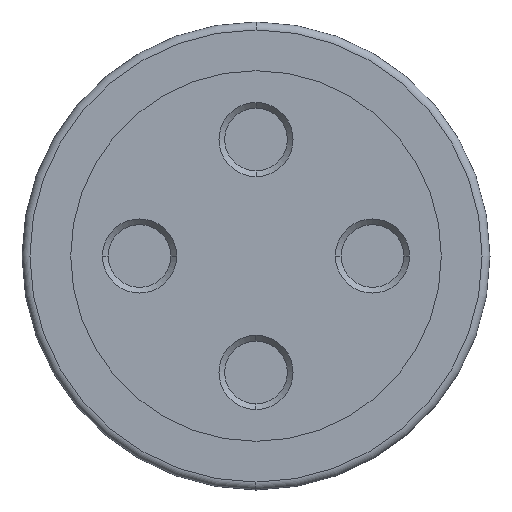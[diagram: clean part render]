
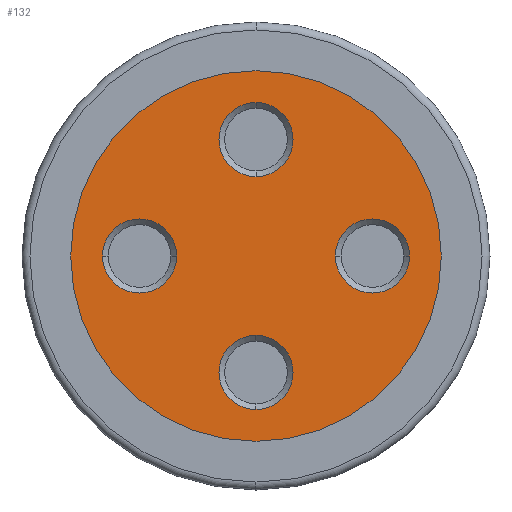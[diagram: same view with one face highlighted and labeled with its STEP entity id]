
A CAD part, left-side view. The second image highlights one B-rep face of the part: STEP entity #132.
In plain terms, the highlighted planar face has unit normal (-1, 0, 0).
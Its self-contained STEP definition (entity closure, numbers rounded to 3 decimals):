
#132=ADVANCED_FACE('',(#314,#315,#316,#317,#318),#319,.T.);
#314=FACE_BOUND('',#500,.T.);
#315=FACE_BOUND('',#501,.T.);
#316=FACE_BOUND('',#502,.T.);
#317=FACE_BOUND('',#503,.T.);
#318=FACE_OUTER_BOUND('',#504,.T.);
#319=PLANE('',#505);
#500=EDGE_LOOP('',(#1170,#1171));
#501=EDGE_LOOP('',(#1172,#1173));
#502=EDGE_LOOP('',(#1174,#1175));
#503=EDGE_LOOP('',(#1176,#1177));
#504=EDGE_LOOP('',(#1178,#1179));
#505=AXIS2_PLACEMENT_3D('',#1180,#1181,#1182);
#1170=ORIENTED_EDGE('',*,*,#1245,.T.);
#1171=ORIENTED_EDGE('',*,*,#1368,.T.);
#1172=ORIENTED_EDGE('',*,*,#1238,.T.);
#1173=ORIENTED_EDGE('',*,*,#1371,.T.);
#1174=ORIENTED_EDGE('',*,*,#1231,.T.);
#1175=ORIENTED_EDGE('',*,*,#1374,.T.);
#1176=ORIENTED_EDGE('',*,*,#1224,.T.);
#1177=ORIENTED_EDGE('',*,*,#1377,.T.);
#1178=ORIENTED_EDGE('',*,*,#1186,.T.);
#1179=ORIENTED_EDGE('',*,*,#1389,.T.);
#1180=CARTESIAN_POINT('',(0.0,0.0,0.0));
#1181=DIRECTION('',(-1.0,0.0,0.));
#1182=DIRECTION('',(0.,0.0,1.0));
#1186=EDGE_CURVE('',#1392,#1396,#1398,.T.);
#1224=EDGE_CURVE('',#1465,#1467,#1469,.T.);
#1231=EDGE_CURVE('',#1478,#1480,#1482,.T.);
#1238=EDGE_CURVE('',#1491,#1493,#1495,.T.);
#1245=EDGE_CURVE('',#1504,#1506,#1508,.T.);
#1368=EDGE_CURVE('',#1506,#1504,#1711,.T.);
#1371=EDGE_CURVE('',#1493,#1491,#1714,.T.);
#1374=EDGE_CURVE('',#1480,#1478,#1717,.T.);
#1377=EDGE_CURVE('',#1467,#1465,#1720,.T.);
#1389=EDGE_CURVE('',#1396,#1392,#1732,.T.);
#1392=VERTEX_POINT('',#1735);
#1396=VERTEX_POINT('',#1740);
#1398=CIRCLE('',#1743,35.0);
#1465=VERTEX_POINT('',#1822);
#1467=VERTEX_POINT('',#1825);
#1469=CIRCLE('',#1828,7.0);
#1478=VERTEX_POINT('',#1839);
#1480=VERTEX_POINT('',#1842);
#1482=CIRCLE('',#1845,7.0);
#1491=VERTEX_POINT('',#1856);
#1493=VERTEX_POINT('',#1859);
#1495=CIRCLE('',#1862,7.0);
#1504=VERTEX_POINT('',#1873);
#1506=VERTEX_POINT('',#1876);
#1508=CIRCLE('',#1879,7.0);
#1711=CIRCLE('',#2401,7.0);
#1714=CIRCLE('',#2404,7.0);
#1717=CIRCLE('',#2407,7.0);
#1720=CIRCLE('',#2410,7.0);
#1732=CIRCLE('',#2422,35.0);
#1735=CARTESIAN_POINT('',(0.,0.0,35.0));
#1740=CARTESIAN_POINT('',(0.,0.,-35.0));
#1743=AXIS2_PLACEMENT_3D('',#2429,#2430,#2431);
#1822=CARTESIAN_POINT('',(0.0,29.0,0.0));
#1825=CARTESIAN_POINT('',(0.,15.0,0.));
#1828=AXIS2_PLACEMENT_3D('',#2515,#2516,#2517);
#1839=CARTESIAN_POINT('',(0.,0.,-29.0));
#1842=CARTESIAN_POINT('',(0.,0.,-15.0));
#1845=AXIS2_PLACEMENT_3D('',#2528,#2529,#2530);
#1856=CARTESIAN_POINT('',(0.,-29.0,0.));
#1859=CARTESIAN_POINT('',(0.,-15.0,0.));
#1862=AXIS2_PLACEMENT_3D('',#2541,#2542,#2543);
#1873=CARTESIAN_POINT('',(0.,0.,29.0));
#1876=CARTESIAN_POINT('',(0.,0.,15.0));
#1879=AXIS2_PLACEMENT_3D('',#2554,#2555,#2556);
#2401=AXIS2_PLACEMENT_3D('',#2753,#2754,#2755);
#2404=AXIS2_PLACEMENT_3D('',#2762,#2763,#2764);
#2407=AXIS2_PLACEMENT_3D('',#2771,#2772,#2773);
#2410=AXIS2_PLACEMENT_3D('',#2780,#2781,#2782);
#2422=AXIS2_PLACEMENT_3D('',#2816,#2817,#2818);
#2429=CARTESIAN_POINT('',(0.0,0.0,0.0));
#2430=DIRECTION('',(-1.0,0.0,0.));
#2431=DIRECTION('',(0.,0.0,1.0));
#2515=CARTESIAN_POINT('',(0.0,22.0,0.0));
#2516=DIRECTION('',(1.0,0.0,0.));
#2517=DIRECTION('',(0.0,1.0,0.0));
#2528=CARTESIAN_POINT('',(0.,0.,-22.0));
#2529=DIRECTION('',(1.0,0.0,0.));
#2530=DIRECTION('',(0.,0.,-1.0));
#2541=CARTESIAN_POINT('',(0.,-22.0,0.));
#2542=DIRECTION('',(1.0,0.0,0.));
#2543=DIRECTION('',(0.,-1.0,0.));
#2554=CARTESIAN_POINT('',(0.,0.,22.0));
#2555=DIRECTION('',(1.0,0.0,0.));
#2556=DIRECTION('',(0.,0.,1.0));
#2753=CARTESIAN_POINT('',(0.,0.,22.0));
#2754=DIRECTION('',(1.0,0.0,0.));
#2755=DIRECTION('',(0.,0.,1.0));
#2762=CARTESIAN_POINT('',(0.,-22.0,0.));
#2763=DIRECTION('',(1.0,0.0,0.));
#2764=DIRECTION('',(0.,-1.0,0.));
#2771=CARTESIAN_POINT('',(0.,0.,-22.0));
#2772=DIRECTION('',(1.0,0.0,0.));
#2773=DIRECTION('',(0.,0.,-1.0));
#2780=CARTESIAN_POINT('',(0.0,22.0,0.0));
#2781=DIRECTION('',(1.0,0.0,0.));
#2782=DIRECTION('',(0.0,1.0,0.0));
#2816=CARTESIAN_POINT('',(0.0,0.0,0.0));
#2817=DIRECTION('',(-1.0,0.0,0.));
#2818=DIRECTION('',(0.,0.0,1.0));
